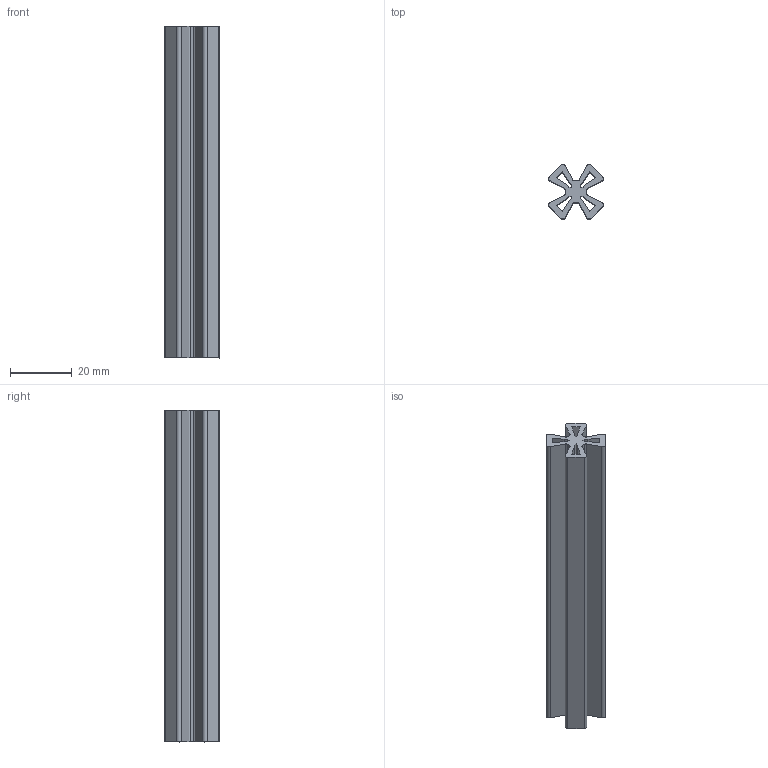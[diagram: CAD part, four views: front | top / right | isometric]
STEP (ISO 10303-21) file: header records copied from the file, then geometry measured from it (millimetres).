
FILE_DESCRIPTION(/* description */ ('STEP AP242','CAx-IF Rec.Pracs.---Representation and Presentation of Product Manufacturing Information (PMI)---4.0---2014-10-13','CAx-IF Rec.Pracs.---3D Tessellated Geometry---0.4---2014-09-14','2;1'),/* implementation_level */ '2;1');
FILE_NAME(/* name */ '647b43a25326cc1f6f3c5ba1',/* time_stamp */ '2023-06-03T13:44:03Z',/* author */ (''),/* organization */ (''),/* preprocessor_version */ 'ST-DEVELOPER v19.4',/* originating_system */ ' ',/* authorisation */ ' ');
FILE_SCHEMA (('AP242_MANAGED_MODEL_BASED_3D_ENGINEERING_MIM_LF { 1 0 10303 442 1 1 4 }'));
Length unit declared in the file: metre
Products named in the file (1): Nx5 quad connector half-length
Bounding box: 17.7 x 17.7 x 107.5 mm (x, y, z)
Volume: 15073.3 mm3; surface area: 15837.6 mm2
Topology: 1 solids, 1 shells, 62 faces, 180 edges, 120 vertices
Faces by surface type: plane 38, cylinder 24
Entity records: 2090 total; most frequent: CARTESIAN_POINT 363, ORIENTED_EDGE 360, DIRECTION 354, EDGE_CURVE 180, LINE 132, VECTOR 132, VERTEX_POINT 120, AXIS2_PLACEMENT_3D 111
